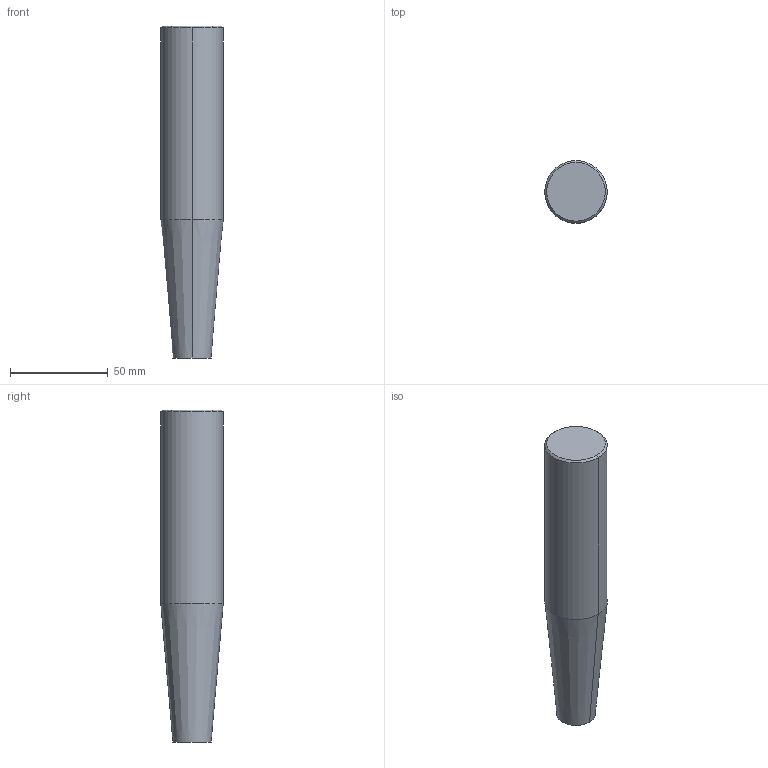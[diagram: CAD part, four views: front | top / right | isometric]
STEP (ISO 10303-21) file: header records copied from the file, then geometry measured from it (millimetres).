
FILE_DESCRIPTION(('no description'),'unknown implementation level');
FILE_NAME('solidJcBj223rL_qv_LrqpgSLihi6mD4_1.STP',' ',('CIMSOURCE GmbH'),('CADClick - KiM GmbH - www.kimweb.de'),'unknown preprocess','ACIS','unknown authorization');
FILE_SCHEMA(('automotive_design'));
Length unit declared in the file: millimetre
Products named in the file (1): 1
Bounding box: 32 x 32 x 170 mm (x, y, z)
Volume: 114430.7 mm3; surface area: 17619.8 mm2
Topology: 1 solids, 1 shells, 20 faces, 40 edges, 21 vertices
Faces by surface type: cone 12, cylinder 6, plane 2
Entity records: 991 total; most frequent: DIRECTION 106, CARTESIAN_POINT 83, STYLED_ITEM 80, PRESENTATION_STYLE_ASSIGNMENT 80, COLOUR_RGB 80, ORIENTED_EDGE 76, AXIS2_PLACEMENT_3D 44, EDGE_CURVE 38
